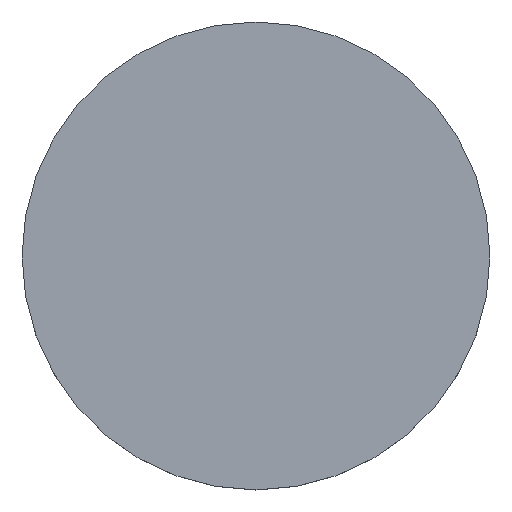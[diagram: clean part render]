
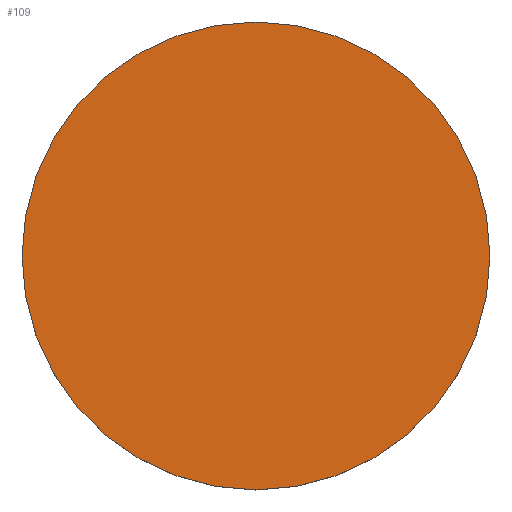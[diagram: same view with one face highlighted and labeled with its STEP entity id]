
A CAD part, top view. The second image highlights one B-rep face of the part: STEP entity #109.
In plain terms, the highlighted planar face has unit normal (0, 0, 1).
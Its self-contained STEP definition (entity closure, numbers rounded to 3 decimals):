
#2 = DIRECTION ( 'NONE',  ( 0., 0., 1. ) ) ;
#12 = CARTESIAN_POINT ( 'NONE',  ( 0., 0., 0.5 ) ) ;
#13 = DIRECTION ( 'NONE',  ( 1., 0., 0. ) ) ;
#15 = DIRECTION ( 'NONE',  ( 0., 0., 1. ) ) ;
#24 = ORIENTED_EDGE ( 'NONE', *, *, #85, .T. ) ;
#38 = CARTESIAN_POINT ( 'NONE',  ( -2.5, 0., 0.5 ) ) ;
#41 = FACE_OUTER_BOUND ( 'NONE', #64, .T. ) ;
#52 = AXIS2_PLACEMENT_3D ( 'NONE', #12, #2, #82 ) ;
#56 = DIRECTION ( 'NONE',  ( 0., 0., 1. ) ) ;
#64 = EDGE_LOOP ( 'NONE', ( #24, #164 ) ) ;
#82 = DIRECTION ( 'NONE',  ( 1., 0., 0. ) ) ;
#85 = EDGE_CURVE ( 'NONE', #149, #111, #157, .T. ) ;
#93 = CARTESIAN_POINT ( 'NONE',  ( 0., 0., 0.5 ) ) ;
#106 = AXIS2_PLACEMENT_3D ( 'NONE', #93, #56, #13 ) ;
#109 = ADVANCED_FACE ( 'NONE', ( #41 ), #173, .T. ) ;
#111 = VERTEX_POINT ( 'NONE', #159 ) ;
#122 = EDGE_CURVE ( 'NONE', #111, #149, #151, .T. ) ;
#130 = DIRECTION ( 'NONE',  ( 1., 0., 0. ) ) ;
#149 = VERTEX_POINT ( 'NONE', #38 ) ;
#151 = CIRCLE ( 'NONE', #171, 2.5 ) ;
#157 = CIRCLE ( 'NONE', #106, 2.5 ) ;
#159 = CARTESIAN_POINT ( 'NONE',  ( 2.5, 0., 0.5 ) ) ;
#164 = ORIENTED_EDGE ( 'NONE', *, *, #122, .T. ) ;
#171 = AXIS2_PLACEMENT_3D ( 'NONE', #174, #15, #130 ) ;
#173 = PLANE ( 'NONE',  #52 ) ;
#174 = CARTESIAN_POINT ( 'NONE',  ( 0., 0., 0.5 ) ) ;
